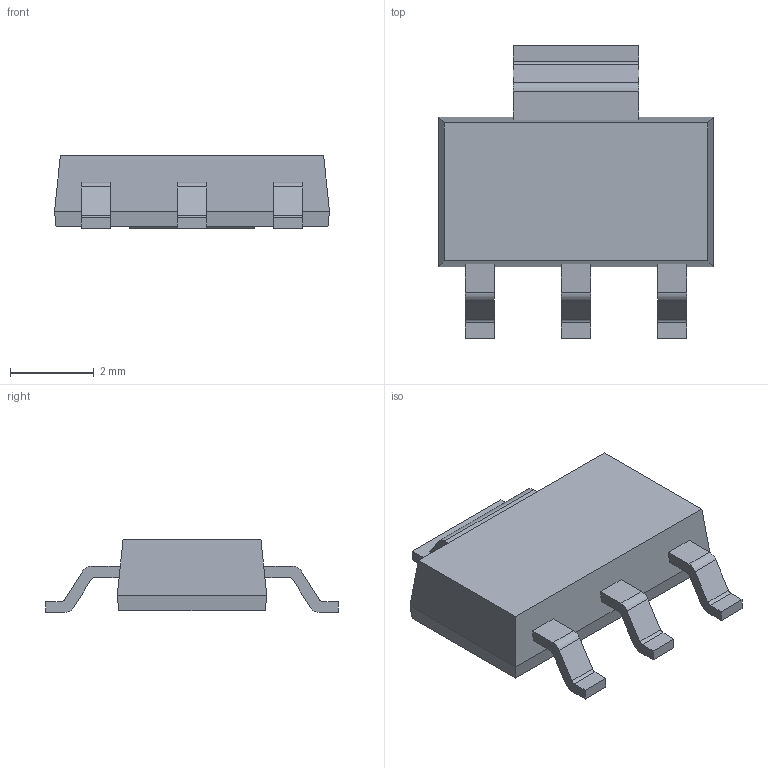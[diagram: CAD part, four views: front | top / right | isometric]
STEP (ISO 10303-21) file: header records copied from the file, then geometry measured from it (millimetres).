
FILE_DESCRIPTION(/* description */ ('Unknown'),/* implementation_level */ '2;1');
FILE_NAME(/* name */ 'Z0103MN 6AA4',/* time_stamp */ '2025-02-11T13:25:41+02:00',/* author */ ('Unknown'),/* organization */ ('Unknown'),/* preprocessor_version */ 'ST-DEVELOPER v18.102',/* originating_system */ 'Solid Edge',/* authorisation */ 'Unknown');
FILE_SCHEMA (('AUTOMOTIVE_DESIGN {1 0 10303 214 3 1 1}'));
Length unit declared in the file: millimetre
Products named in the file (1): Z0103MN 6AA4
Bounding box: 6.58 x 7 x 1.74 mm (x, y, z)
Volume: 41.1 mm3; surface area: 104.6 mm2
Topology: 1 solids, 1 shells, 62 faces, 164 edges, 108 vertices
Faces by surface type: plane 46, cylinder 16
Entity records: 2366 total; most frequent: CARTESIAN_POINT 335, ORIENTED_EDGE 328, DIRECTION 322, EDGE_CURVE 164, LINE 132, VECTOR 132, VERTEX_POINT 108, AXIS2_PLACEMENT_3D 95
